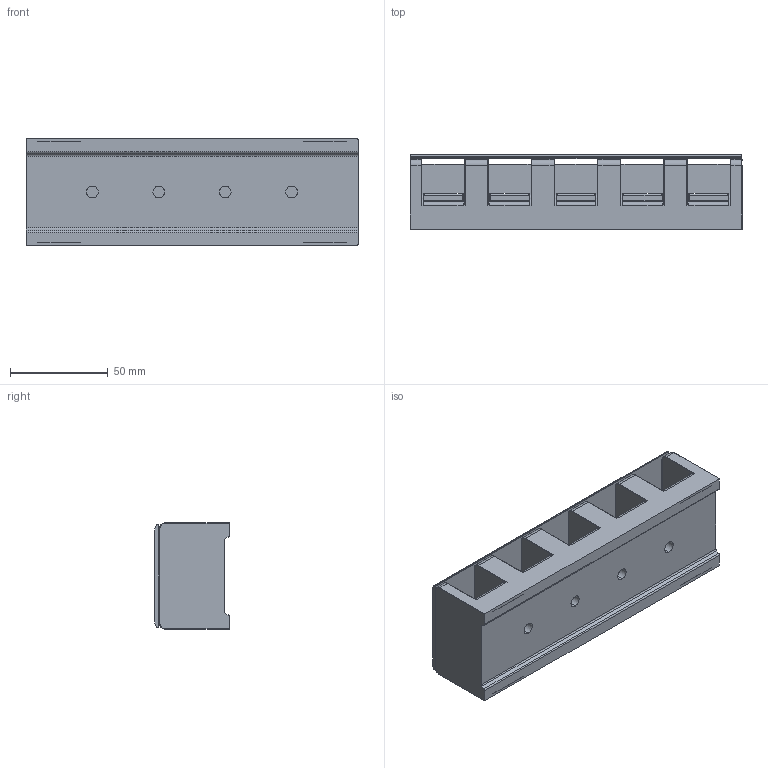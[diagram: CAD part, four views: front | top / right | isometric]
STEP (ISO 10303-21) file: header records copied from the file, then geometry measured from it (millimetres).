
FILE_DESCRIPTION((''),'2;1');
FILE_NAME('UDJ-1005ASM','2021-04-22T',('Administrator'),(''),'PRO/ENGINEER BY PARAMETRIC TECHNOLOGY CORPORATION, 2013230','PRO/ENGINEER BY PARAMETRIC TECHNOLOGY CORPORATION, 2013230','');
FILE_SCHEMA(('CONFIG_CONTROL_DESIGN'));
Length unit declared in the file: millimetre
Products named in the file (1): UDJ-1005ASM
Bounding box: 170 x 38.2 x 54.5 mm (x, y, z)
Volume: 206229.6 mm3; surface area: 86379.5 mm2
Topology: 2 solids, 16 shells, 906 faces, 2540 edges, 1660 vertices
Faces by surface type: plane 456, cylinder 286, cone 60, bspline 60, torus 24, sphere 20
Entity records: 40645 total; most frequent: CARTESIAN_POINT 16155, ORIENTED_EDGE 5040, DIRECTION 4348, EDGE_CURVE 2520, VERTEX_POINT 1660, VECTOR 1472, LINE 1472, AXIS2_PLACEMENT_3D 1438
